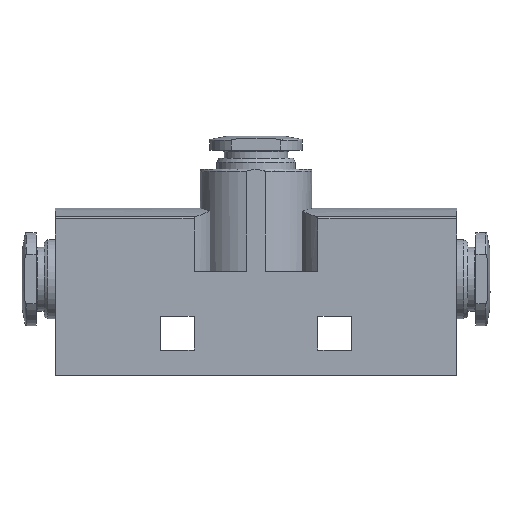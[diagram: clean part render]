
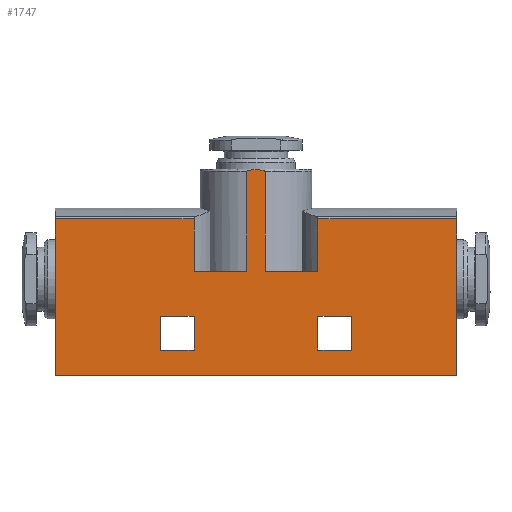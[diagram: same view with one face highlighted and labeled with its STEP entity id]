
A CAD part, top view. The second image highlights one B-rep face of the part: STEP entity #1747.
In plain terms, the highlighted planar face has unit normal (0, 0, 1).
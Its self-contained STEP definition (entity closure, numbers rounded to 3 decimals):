
#26=PLANE('',#1841);
#69=B_SPLINE_CURVE_WITH_KNOTS('',3,(#2425,#2426,#2427,#2428,#2429,#2430,
#2431,#2432,#2433,#2434,#2435,#2436,#2437),.UNSPECIFIED.,.F.,.F.,(4,1,1,
1,1,1,1,1,1,1,4),(0.004,0.004,0.004,
0.004,0.005,0.005,0.005,
0.006,0.006,0.006,0.006),
 .UNSPECIFIED.);
#109=LINE('',#2398,#183);
#110=LINE('',#2401,#184);
#111=LINE('',#2403,#185);
#112=LINE('',#2405,#186);
#113=LINE('',#2406,#187);
#114=LINE('',#2409,#188);
#115=LINE('',#2411,#189);
#116=LINE('',#2413,#190);
#117=LINE('',#2415,#191);
#118=LINE('',#2417,#192);
#119=LINE('',#2419,#193);
#120=LINE('',#2421,#194);
#121=LINE('',#2423,#195);
#122=LINE('',#2439,#196);
#123=LINE('',#2441,#197);
#124=LINE('',#2442,#198);
#125=LINE('',#2445,#199);
#126=LINE('',#2447,#200);
#127=LINE('',#2449,#201);
#183=VECTOR('',#2008,1000.);
#184=VECTOR('',#2009,1000.);
#185=VECTOR('',#2010,1000.);
#186=VECTOR('',#2011,1000.);
#187=VECTOR('',#2012,1000.);
#188=VECTOR('',#2013,1000.);
#189=VECTOR('',#2014,1000.);
#190=VECTOR('',#2015,1000.);
#191=VECTOR('',#2016,1000.);
#192=VECTOR('',#2017,1000.);
#193=VECTOR('',#2018,1000.);
#194=VECTOR('',#2019,1000.);
#195=VECTOR('',#2020,1000.);
#196=VECTOR('',#2021,1000.);
#197=VECTOR('',#2022,1000.);
#198=VECTOR('',#2023,1000.);
#199=VECTOR('',#2024,1000.);
#200=VECTOR('',#2025,1000.);
#201=VECTOR('',#2026,1000.);
#275=ORIENTED_EDGE('',*,*,#605,.F.);
#276=ORIENTED_EDGE('',*,*,#606,.F.);
#277=ORIENTED_EDGE('',*,*,#607,.F.);
#278=ORIENTED_EDGE('',*,*,#608,.F.);
#279=ORIENTED_EDGE('',*,*,#609,.F.);
#280=ORIENTED_EDGE('',*,*,#610,.T.);
#281=ORIENTED_EDGE('',*,*,#611,.T.);
#282=ORIENTED_EDGE('',*,*,#612,.F.);
#283=ORIENTED_EDGE('',*,*,#613,.F.);
#284=ORIENTED_EDGE('',*,*,#614,.T.);
#285=ORIENTED_EDGE('',*,*,#615,.F.);
#286=ORIENTED_EDGE('',*,*,#616,.F.);
#287=ORIENTED_EDGE('',*,*,#617,.T.);
#288=ORIENTED_EDGE('',*,*,#618,.F.);
#289=ORIENTED_EDGE('',*,*,#619,.T.);
#290=ORIENTED_EDGE('',*,*,#620,.F.);
#291=ORIENTED_EDGE('',*,*,#621,.F.);
#292=ORIENTED_EDGE('',*,*,#622,.F.);
#293=ORIENTED_EDGE('',*,*,#623,.F.);
#294=ORIENTED_EDGE('',*,*,#624,.F.);
#605=EDGE_CURVE('',#769,#770,#109,.T.);
#606=EDGE_CURVE('',#771,#769,#110,.T.);
#607=EDGE_CURVE('',#772,#771,#111,.T.);
#608=EDGE_CURVE('',#770,#772,#112,.T.);
#609=EDGE_CURVE('',#773,#774,#113,.F.);
#610=EDGE_CURVE('',#773,#775,#114,.T.);
#611=EDGE_CURVE('',#775,#776,#115,.T.);
#612=EDGE_CURVE('',#777,#776,#116,.T.);
#613=EDGE_CURVE('',#778,#777,#117,.T.);
#614=EDGE_CURVE('',#778,#779,#118,.T.);
#615=EDGE_CURVE('',#780,#779,#119,.T.);
#616=EDGE_CURVE('',#781,#780,#120,.T.);
#617=EDGE_CURVE('',#781,#782,#121,.F.);
#618=EDGE_CURVE('',#783,#782,#69,.T.);
#619=EDGE_CURVE('',#783,#784,#122,.T.);
#620=EDGE_CURVE('',#774,#784,#123,.T.);
#621=EDGE_CURVE('',#785,#786,#124,.T.);
#622=EDGE_CURVE('',#787,#785,#125,.T.);
#623=EDGE_CURVE('',#788,#787,#126,.T.);
#624=EDGE_CURVE('',#786,#788,#127,.T.);
#769=VERTEX_POINT('',#2399);
#770=VERTEX_POINT('',#2400);
#771=VERTEX_POINT('',#2402);
#772=VERTEX_POINT('',#2404);
#773=VERTEX_POINT('',#2407);
#774=VERTEX_POINT('',#2408);
#775=VERTEX_POINT('',#2410);
#776=VERTEX_POINT('',#2412);
#777=VERTEX_POINT('',#2414);
#778=VERTEX_POINT('',#2416);
#779=VERTEX_POINT('',#2418);
#780=VERTEX_POINT('',#2420);
#781=VERTEX_POINT('',#2422);
#782=VERTEX_POINT('',#2424);
#783=VERTEX_POINT('',#2438);
#784=VERTEX_POINT('',#2440);
#785=VERTEX_POINT('',#2443);
#786=VERTEX_POINT('',#2444);
#787=VERTEX_POINT('',#2446);
#788=VERTEX_POINT('',#2448);
#937=EDGE_LOOP('',(#275,#276,#277,#278));
#938=EDGE_LOOP('',(#279,#280,#281,#282,#283,#284,#285,#286,#287,#288,#289,
#290));
#939=EDGE_LOOP('',(#291,#292,#293,#294));
#1051=FACE_BOUND('',#937,.T.);
#1052=FACE_BOUND('',#938,.T.);
#1053=FACE_BOUND('',#939,.T.);
#1747=ADVANCED_FACE('',(#1051,#1052,#1053),#26,.F.);
#1841=AXIS2_PLACEMENT_3D('',#2397,#2006,#2007);
#2006=DIRECTION('',(0.,0.,-1.));
#2007=DIRECTION('',(-1.,0.,0.));
#2008=DIRECTION('',(-1.,0.,0.));
#2009=DIRECTION('',(0.,1.,0.));
#2010=DIRECTION('',(1.,0.,0.));
#2011=DIRECTION('',(0.,-1.,0.));
#2012=DIRECTION('',(0.,1.,0.));
#2013=DIRECTION('',(-1.,0.,0.));
#2014=DIRECTION('',(0.,-1.,0.));
#2015=DIRECTION('',(-1.,0.,0.));
#2016=DIRECTION('',(0.,-1.,0.));
#2017=DIRECTION('',(-1.,0.,0.));
#2018=DIRECTION('',(0.,1.,0.));
#2019=DIRECTION('',(1.,0.,0.));
#2020=DIRECTION('',(0.,-1.,0.));
#2021=DIRECTION('',(0.,-1.,0.));
#2022=DIRECTION('',(1.,0.,0.));
#2023=DIRECTION('',(-1.,0.,0.));
#2024=DIRECTION('',(0.,1.,0.));
#2025=DIRECTION('',(1.,0.,0.));
#2026=DIRECTION('',(0.,-1.,0.));
#2397=CARTESIAN_POINT('',(25.5,19.89,7.));
#2398=CARTESIAN_POINT('',(12.15,7.55,7.));
#2399=CARTESIAN_POINT('',(12.15,7.55,7.));
#2400=CARTESIAN_POINT('',(7.85,7.55,7.));
#2401=CARTESIAN_POINT('',(12.15,3.25,7.));
#2402=CARTESIAN_POINT('',(12.15,3.25,7.));
#2403=CARTESIAN_POINT('',(7.85,3.25,7.));
#2404=CARTESIAN_POINT('',(7.85,3.25,7.));
#2405=CARTESIAN_POINT('',(7.85,7.55,7.));
#2406=CARTESIAN_POINT('',(-7.859,13.25,7.));
#2407=CARTESIAN_POINT('',(-7.859,19.89,7.));
#2408=CARTESIAN_POINT('',(-7.859,13.25,7.));
#2409=CARTESIAN_POINT('',(25.5,19.89,7.));
#2410=CARTESIAN_POINT('',(-25.5,19.89,7.));
#2411=CARTESIAN_POINT('',(-25.5,19.89,7.));
#2412=CARTESIAN_POINT('',(-25.5,0.,7.));
#2413=CARTESIAN_POINT('',(25.5,0.,7.));
#2414=CARTESIAN_POINT('',(25.5,0.,7.));
#2415=CARTESIAN_POINT('',(25.5,19.89,7.));
#2416=CARTESIAN_POINT('',(25.5,19.89,7.));
#2417=CARTESIAN_POINT('',(25.5,19.89,7.));
#2418=CARTESIAN_POINT('',(7.859,19.89,7.));
#2419=CARTESIAN_POINT('',(7.859,13.25,7.));
#2420=CARTESIAN_POINT('',(7.859,13.25,7.));
#2421=CARTESIAN_POINT('',(25.5,13.25,7.));
#2422=CARTESIAN_POINT('',(1.187,13.25,7.));
#2423=CARTESIAN_POINT('',(1.187,13.25,7.));
#2424=CARTESIAN_POINT('',(1.187,25.9,7.));
#2425=CARTESIAN_POINT('',(-1.187,25.9,7.));
#2426=CARTESIAN_POINT('',(-1.187,25.952,7.));
#2427=CARTESIAN_POINT('',(-1.073,26.008,7.));
#2428=CARTESIAN_POINT('',(-0.885,26.063,7.));
#2429=CARTESIAN_POINT('',(-0.625,26.099,7.));
#2430=CARTESIAN_POINT('',(-0.32,26.119,7.));
#2431=CARTESIAN_POINT('',(-0.014,26.126,7.));
#2432=CARTESIAN_POINT('',(0.303,26.12,7.));
#2433=CARTESIAN_POINT('',(0.615,26.1,7.));
#2434=CARTESIAN_POINT('',(0.881,26.064,7.));
#2435=CARTESIAN_POINT('',(1.072,26.009,7.));
#2436=CARTESIAN_POINT('',(1.187,25.953,7.));
#2437=CARTESIAN_POINT('',(1.187,25.9,7.));
#2438=CARTESIAN_POINT('',(-1.187,25.9,7.));
#2439=CARTESIAN_POINT('',(-1.187,13.25,7.));
#2440=CARTESIAN_POINT('',(-1.187,13.25,7.));
#2441=CARTESIAN_POINT('',(25.5,13.25,7.));
#2442=CARTESIAN_POINT('',(-7.85,7.55,7.));
#2443=CARTESIAN_POINT('',(-7.85,7.55,7.));
#2444=CARTESIAN_POINT('',(-12.15,7.55,7.));
#2445=CARTESIAN_POINT('',(-7.85,3.25,7.));
#2446=CARTESIAN_POINT('',(-7.85,3.25,7.));
#2447=CARTESIAN_POINT('',(-12.15,3.25,7.));
#2448=CARTESIAN_POINT('',(-12.15,3.25,7.));
#2449=CARTESIAN_POINT('',(-12.15,7.55,7.));
